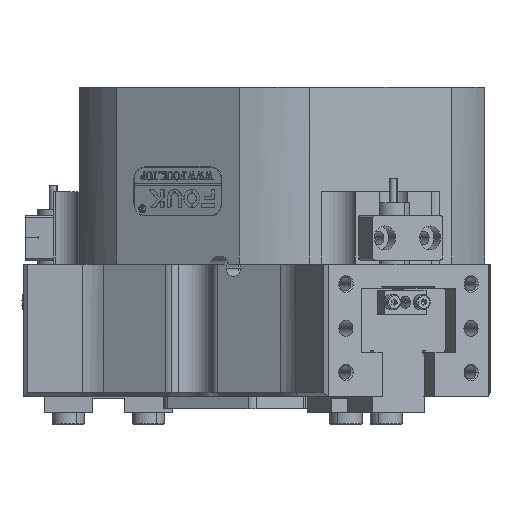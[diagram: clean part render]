
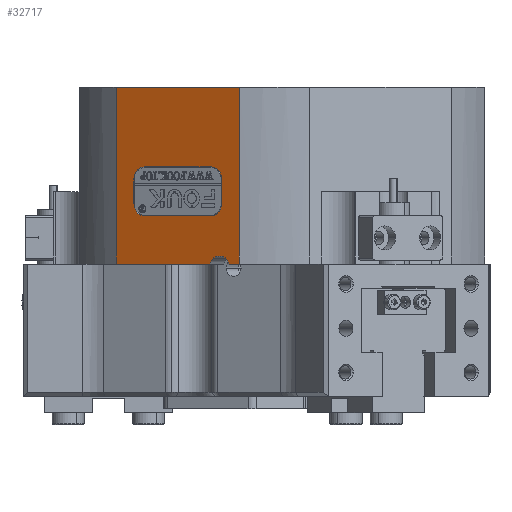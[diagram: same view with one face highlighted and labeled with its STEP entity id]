
A CAD part, front view. The second image highlights one B-rep face of the part: STEP entity #32717.
In plain terms, the highlighted planar face has unit normal (-0.5, -0.866, 0).
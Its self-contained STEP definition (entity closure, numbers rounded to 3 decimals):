
#332 = VERTEX_POINT ( 'NONE', #18294 ) ;
#494 = CIRCLE ( 'NONE', #37840, 3. ) ;
#573 = VERTEX_POINT ( 'NONE', #682 ) ;
#682 = CARTESIAN_POINT ( 'NONE',  ( -19.871, -51.277, 171.369 ) ) ;
#1394 = ORIENTED_EDGE ( 'NONE', *, *, #26441, .F. ) ;
#2056 = ORIENTED_EDGE ( 'NONE', *, *, #33239, .T. ) ;
#2288 = CARTESIAN_POINT ( 'NONE',  ( -24.33, -48.703, 142.369 ) ) ;
#2538 = EDGE_CURVE ( 'NONE', #11685, #33675, #14125, .T. ) ;
#2862 = DIRECTION ( 'NONE',  ( -0.866, 0.5, 0. ) ) ;
#3173 = CARTESIAN_POINT ( 'NONE',  ( -19.871, -51.277, 127.369 ) ) ;
#3616 = DIRECTION ( 'NONE',  ( 0., 0., 1. ) ) ;
#3961 = AXIS2_PLACEMENT_3D ( 'NONE', #36908, #40854, #10459 ) ;
#4153 = VERTEX_POINT ( 'NONE', #10769 ) ;
#4166 = CARTESIAN_POINT ( 'NONE',  ( -19.871, -51.277, 94.369 ) ) ;
#4324 = CARTESIAN_POINT ( 'NONE',  ( -13.131, -55.168, 127.369 ) ) ;
#4486 = ORIENTED_EDGE ( 'NONE', *, *, #40468, .F. ) ;
#4626 = EDGE_CURVE ( 'NONE', #41339, #573, #23392, .T. ) ;
#4933 = CARTESIAN_POINT ( 'NONE',  ( -26.928, -47.203, 142.369 ) ) ;
#5528 = VECTOR ( 'NONE', #17141, 1000. ) ;
#5628 = FACE_BOUND ( 'NONE', #29336, .T. ) ;
#6825 = DIRECTION ( 'NONE',  ( -0.5, -0.866, 0. ) ) ;
#8050 = EDGE_CURVE ( 'NONE', #332, #42673, #36375, .T. ) ;
#8089 = VERTEX_POINT ( 'NONE', #12210 ) ;
#8447 = VECTOR ( 'NONE', #13958, 1000. ) ;
#8477 = AXIS2_PLACEMENT_3D ( 'NONE', #4933, #32102, #42478 ) ;
#8488 = CARTESIAN_POINT ( 'NONE',  ( -24.849, -48.403, 126.369 ) ) ;
#8787 = LINE ( 'NONE', #26387, #12991 ) ;
#9534 = CARTESIAN_POINT ( 'NONE',  ( -35.242, -42.403, 171.369 ) ) ;
#10459 = DIRECTION ( 'NONE',  ( -0.866, 0.5, 0. ) ) ;
#10645 = CARTESIAN_POINT ( 'NONE',  ( -50.612, -33.529, 171.369 ) ) ;
#10647 = DIRECTION ( 'NONE',  ( 0.866, -0.5, 0. ) ) ;
#10769 = CARTESIAN_POINT ( 'NONE',  ( -46.153, -36.103, 142.369 ) ) ;
#11601 = CARTESIAN_POINT ( 'NONE',  ( -43.555, -37.603, 142.369 ) ) ;
#11685 = VERTEX_POINT ( 'NONE', #24750 ) ;
#11900 = ORIENTED_EDGE ( 'NONE', *, *, #15369, .F. ) ;
#11905 = ORIENTED_EDGE ( 'NONE', *, *, #28174, .F. ) ;
#11938 = ORIENTED_EDGE ( 'NONE', *, *, #4626, .T. ) ;
#12210 = CARTESIAN_POINT ( 'NONE',  ( -46.153, -36.103, 148.569 ) ) ;
#12351 = CIRCLE ( 'NONE', #43122, 3. ) ;
#12563 = VECTOR ( 'NONE', #2862, 1000. ) ;
#12927 = DIRECTION ( 'NONE',  ( 0.866, -0.5, 0. ) ) ;
#12991 = VECTOR ( 'NONE', #33059, 1000. ) ;
#13071 = ORIENTED_EDGE ( 'NONE', *, *, #14542, .F. ) ;
#13327 = VECTOR ( 'NONE', #29569, 1000. ) ;
#13944 = PLANE ( 'NONE',  #3961 ) ;
#13958 = DIRECTION ( 'NONE',  ( 0., 0., 1. ) ) ;
#14103 = LINE ( 'NONE', #27794, #29162 ) ;
#14125 = CIRCLE ( 'NONE', #40412, 3. ) ;
#14255 = ORIENTED_EDGE ( 'NONE', *, *, #2538, .F. ) ;
#14542 = EDGE_CURVE ( 'NONE', #33675, #21268, #37053, .T. ) ;
#15369 = EDGE_CURVE ( 'NONE', #34844, #8089, #31472, .T. ) ;
#17141 = DIRECTION ( 'NONE',  ( -0.866, 0.5, 0. ) ) ;
#17161 = CARTESIAN_POINT ( 'NONE',  ( -24.33, -48.703, 148.569 ) ) ;
#17165 = VECTOR ( 'NONE', #3616, 1000. ) ;
#17298 = LINE ( 'NONE', #17161, #8447 ) ;
#17314 = DIRECTION ( 'NONE',  ( -0.866, 0.5, 0. ) ) ;
#18294 = CARTESIAN_POINT ( 'NONE',  ( -26.928, -47.203, 139.369 ) ) ;
#18988 = CARTESIAN_POINT ( 'NONE',  ( -24.33, -48.703, 148.569 ) ) ;
#19031 = EDGE_CURVE ( 'NONE', #23386, #332, #14103, .T. ) ;
#19332 = DIRECTION ( 'NONE',  ( -0.5, -0.866, 0. ) ) ;
#20057 = CARTESIAN_POINT ( 'NONE',  ( -43.555, -37.603, 139.369 ) ) ;
#21268 = VERTEX_POINT ( 'NONE', #27863 ) ;
#21490 = EDGE_CURVE ( 'NONE', #8089, #4153, #8787, .T. ) ;
#21871 = DIRECTION ( 'NONE',  ( 0.866, -0.5, 0. ) ) ;
#22192 = LINE ( 'NONE', #4324, #5528 ) ;
#22202 = CARTESIAN_POINT ( 'NONE',  ( -43.555, -37.603, 151.569 ) ) ;
#22449 = LINE ( 'NONE', #22764, #12563 ) ;
#22764 = CARTESIAN_POINT ( 'NONE',  ( -43.555, -37.603, 151.569 ) ) ;
#22875 = AXIS2_PLACEMENT_3D ( 'NONE', #22957, #19332, #12927 ) ;
#22957 = CARTESIAN_POINT ( 'NONE',  ( -43.555, -37.603, 148.569 ) ) ;
#23386 = VERTEX_POINT ( 'NONE', #20057 ) ;
#23392 = LINE ( 'NONE', #4166, #17165 ) ;
#23656 = CARTESIAN_POINT ( 'NONE',  ( -50.612, -33.529, 94.369 ) ) ;
#24494 = ORIENTED_EDGE ( 'NONE', *, *, #19031, .F. ) ;
#24750 = CARTESIAN_POINT ( 'NONE',  ( -22.4, -49.817, 127.369 ) ) ;
#25847 = LINE ( 'NONE', #23656, #38910 ) ;
#26150 = DIRECTION ( 'NONE',  ( -0.866, 0.5, 0. ) ) ;
#26387 = CARTESIAN_POINT ( 'NONE',  ( -46.153, -36.103, 148.569 ) ) ;
#26441 = EDGE_CURVE ( 'NONE', #26782, #33327, #12351, .T. ) ;
#26782 = VERTEX_POINT ( 'NONE', #18988 ) ;
#26859 = ORIENTED_EDGE ( 'NONE', *, *, #40874, .T. ) ;
#26964 = FACE_OUTER_BOUND ( 'NONE', #30106, .T. ) ;
#26970 = DIRECTION ( 'NONE',  ( 0., 0., -1. ) ) ;
#27188 = CARTESIAN_POINT ( 'NONE',  ( -13.131, -55.168, 127.369 ) ) ;
#27761 = EDGE_CURVE ( 'NONE', #42673, #26782, #17298, .T. ) ;
#27794 = CARTESIAN_POINT ( 'NONE',  ( -43.555, -37.603, 139.369 ) ) ;
#27863 = CARTESIAN_POINT ( 'NONE',  ( -50.612, -33.529, 127.369 ) ) ;
#28174 = EDGE_CURVE ( 'NONE', #33327, #34844, #22449, .T. ) ;
#29162 = VECTOR ( 'NONE', #10647, 1000. ) ;
#29336 = EDGE_LOOP ( 'NONE', ( #11905, #1394, #38081, #36367, #24494, #36369, #33856, #11900 ) ) ;
#29511 = CARTESIAN_POINT ( 'NONE',  ( -27.299, -46.989, 127.369 ) ) ;
#29569 = DIRECTION ( 'NONE',  ( -0.866, 0.5, 0. ) ) ;
#29790 = EDGE_CURVE ( 'NONE', #4153, #23386, #494, .T. ) ;
#30106 = EDGE_LOOP ( 'NONE', ( #13071, #14255, #4486, #11938, #26859, #2056 ) ) ;
#31472 = CIRCLE ( 'NONE', #22875, 3. ) ;
#32102 = DIRECTION ( 'NONE',  ( -0.5, -0.866, 0. ) ) ;
#32717 = ADVANCED_FACE ( 'NONE', ( #5628, #26964 ), #13944, .F. ) ;
#33059 = DIRECTION ( 'NONE',  ( 0., 0., -1. ) ) ;
#33239 = EDGE_CURVE ( 'NONE', #33964, #21268, #25847, .T. ) ;
#33262 = CARTESIAN_POINT ( 'NONE',  ( -26.928, -47.203, 148.569 ) ) ;
#33327 = VERTEX_POINT ( 'NONE', #41097 ) ;
#33409 = VECTOR ( 'NONE', #17314, 1000. ) ;
#33675 = VERTEX_POINT ( 'NONE', #29511 ) ;
#33856 = ORIENTED_EDGE ( 'NONE', *, *, #21490, .F. ) ;
#33964 = VERTEX_POINT ( 'NONE', #10645 ) ;
#34844 = VERTEX_POINT ( 'NONE', #22202 ) ;
#34852 = DIRECTION ( 'NONE',  ( -0.5, -0.866, 0. ) ) ;
#36173 = LINE ( 'NONE', #9534, #13327 ) ;
#36367 = ORIENTED_EDGE ( 'NONE', *, *, #8050, .F. ) ;
#36369 = ORIENTED_EDGE ( 'NONE', *, *, #29790, .F. ) ;
#36375 = CIRCLE ( 'NONE', #8477, 3. ) ;
#36908 = CARTESIAN_POINT ( 'NONE',  ( -8.615, -57.776, 177.369 ) ) ;
#37053 = LINE ( 'NONE', #27188, #33409 ) ;
#37840 = AXIS2_PLACEMENT_3D ( 'NONE', #11601, #34852, #38351 ) ;
#38081 = ORIENTED_EDGE ( 'NONE', *, *, #27761, .F. ) ;
#38351 = DIRECTION ( 'NONE',  ( 0.866, -0.5, 0. ) ) ;
#38447 = DIRECTION ( 'NONE',  ( -0.5, -0.866, 0. ) ) ;
#38910 = VECTOR ( 'NONE', #26970, 1000. ) ;
#40412 = AXIS2_PLACEMENT_3D ( 'NONE', #8488, #38447, #21871 ) ;
#40468 = EDGE_CURVE ( 'NONE', #41339, #11685, #22192, .T. ) ;
#40854 = DIRECTION ( 'NONE',  ( 0.5, 0.866, 0. ) ) ;
#40874 = EDGE_CURVE ( 'NONE', #573, #33964, #36173, .T. ) ;
#41097 = CARTESIAN_POINT ( 'NONE',  ( -26.928, -47.203, 151.569 ) ) ;
#41339 = VERTEX_POINT ( 'NONE', #3173 ) ;
#42478 = DIRECTION ( 'NONE',  ( 0.866, -0.5, 0. ) ) ;
#42673 = VERTEX_POINT ( 'NONE', #2288 ) ;
#43122 = AXIS2_PLACEMENT_3D ( 'NONE', #33262, #6825, #26150 ) ;
